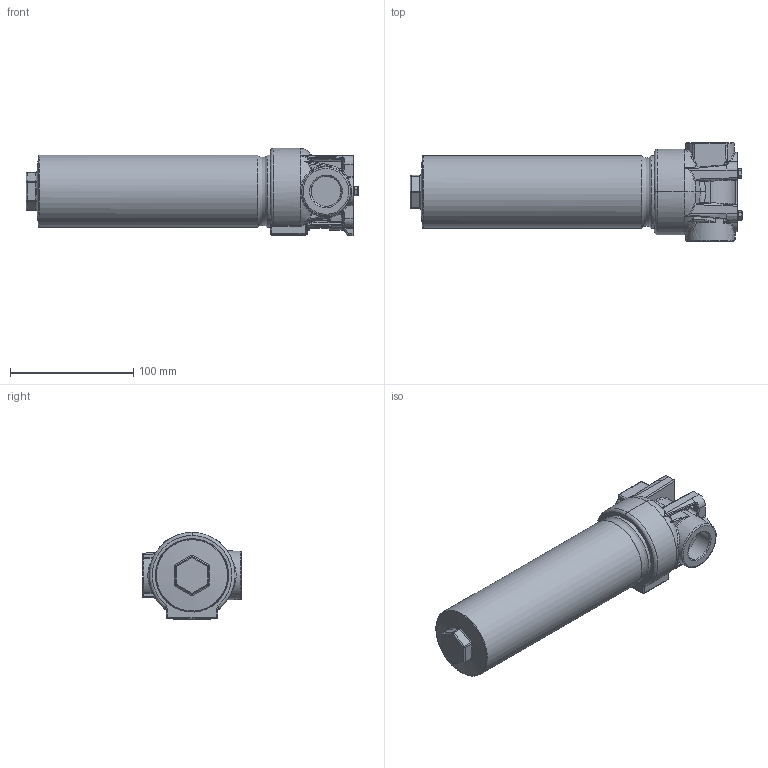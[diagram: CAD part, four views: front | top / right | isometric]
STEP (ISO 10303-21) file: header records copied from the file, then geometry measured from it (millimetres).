
FILE_DESCRIPTION((''),'2;1');
FILE_NAME('D_062-156.stp','2013-05-06T10:58:35', ('User'),('SDRC'),'I-DEAS Master Series 9','UNIX','Yes');
FILE_SCHEMA(('AUTOMOTIVE_DESIGN { 1 0 10303 214 1 1 1 1 }'));
Length unit declared in the file: millimetre
Products named in the file (1): 11443100(312994)
Bounding box: 268.85 x 80 x 70.52 mm (x, y, z)
Volume: 743414.7 mm3; surface area: 68549.9 mm2
Topology: 1 solids, 6 shells, 612 faces, 1465 edges, 803 vertices
Faces by surface type: bspline 612
Entity records: 24742 total; most frequent: CARTESIAN_POINT 16862, ORIENTED_EDGE 2748, EDGE_CURVE 1374, B_SPLINE_CURVE_WITH_KNOTS 818, VERTEX_POINT 787, EDGE_LOOP 631, FACE_OUTER_BOUND 611, ADVANCED_FACE 611
